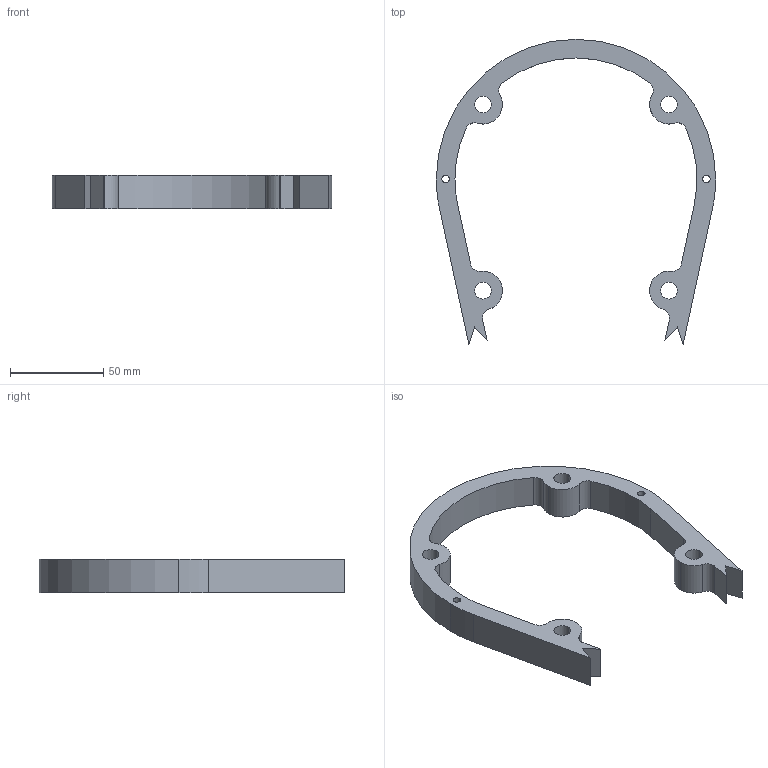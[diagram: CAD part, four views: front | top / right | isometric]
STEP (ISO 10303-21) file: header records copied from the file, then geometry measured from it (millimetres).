
FILE_DESCRIPTION (( 'STEP AP203' ), '1' );
FILE_NAME ('J1 base support spacer part 1.STEP', '2020-07-01T13:55:24', ( '' ), ( '' ), 'SwSTEP 2.0', 'SolidWorks 2016', '' );
FILE_SCHEMA (( 'CONFIG_CONTROL_DESIGN' ));
Length unit declared in the file: millimetre
Products named in the file (1): J1 base support spacer part 1
Bounding box: 150 x 163.98 x 18 mm (x, y, z)
Volume: 81602.5 mm3; surface area: 27465.1 mm2
Topology: 1 solids, 1 shells, 47 faces, 135 edges, 90 vertices
Faces by surface type: cylinder 35, plane 12
Entity records: 1680 total; most frequent: DIRECTION 301, CARTESIAN_POINT 273, ORIENTED_EDGE 270, EDGE_CURVE 135, AXIS2_PLACEMENT_3D 118, VERTEX_POINT 90, CIRCLE 70, VECTOR 65
